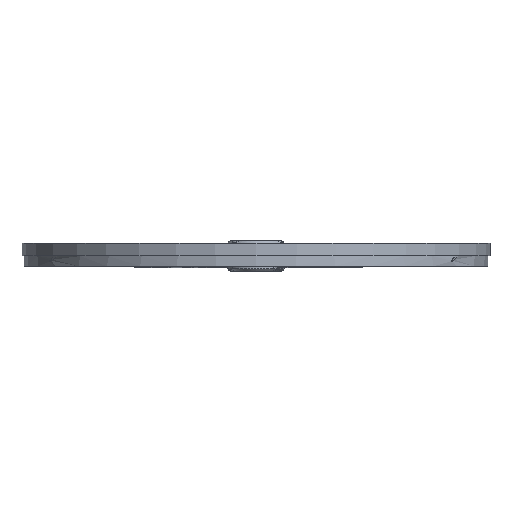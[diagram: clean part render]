
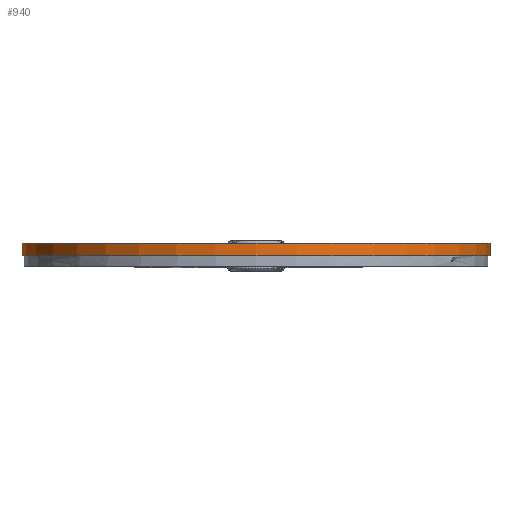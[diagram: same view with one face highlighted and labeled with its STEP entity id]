
A CAD part, front view. The second image highlights one B-rep face of the part: STEP entity #940.
In plain terms, the highlighted cylindrical face has radius 90.857 mm (diameter 181.714 mm), a full revolution.
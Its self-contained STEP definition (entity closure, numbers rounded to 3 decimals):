
#94=FACE_OUTER_BOUND('',#154,.T.);
#154=EDGE_LOOP('',(#746,#747,#748,#749));
#286=LINE('',#3007,#312);
#312=VECTOR('',#1114,90.857);
#346=CIRCLE('',#1012,90.857);
#348=CIRCLE('',#1016,90.857);
#417=VERTEX_POINT('',#2968);
#419=VERTEX_POINT('',#3005);
#530=EDGE_CURVE('',#417,#417,#346,.T.);
#535=EDGE_CURVE('',#419,#419,#348,.T.);
#536=EDGE_CURVE('',#419,#417,#286,.T.);
#746=ORIENTED_EDGE('',*,*,#535,.F.);
#747=ORIENTED_EDGE('',*,*,#536,.T.);
#748=ORIENTED_EDGE('',*,*,#530,.T.);
#749=ORIENTED_EDGE('',*,*,#536,.F.);
#911=CYLINDRICAL_SURFACE('',#1015,90.857);
#940=ADVANCED_FACE('',(#94),#911,.T.);
#1012=AXIS2_PLACEMENT_3D('',#2969,#1103,#1104);
#1015=AXIS2_PLACEMENT_3D('',#3004,#1110,#1111);
#1016=AXIS2_PLACEMENT_3D('',#3006,#1112,#1113);
#1103=DIRECTION('center_axis',(0.,0.,1.));
#1104=DIRECTION('ref_axis',(1.,0.,0.));
#1110=DIRECTION('center_axis',(0.,0.,1.));
#1111=DIRECTION('ref_axis',(1.,0.,0.));
#1112=DIRECTION('center_axis',(0.,0.,1.));
#1113=DIRECTION('ref_axis',(1.,0.,0.));
#1114=DIRECTION('',(0.,0.,-1.));
#2968=CARTESIAN_POINT('',(-90.857,0.,0.));
#2969=CARTESIAN_POINT('Origin',(0.,0.,0.));
#3004=CARTESIAN_POINT('Origin',(0.,0.,0.));
#3005=CARTESIAN_POINT('',(-90.857,0.,5.));
#3006=CARTESIAN_POINT('Origin',(0.,0.,5.));
#3007=CARTESIAN_POINT('',(-90.857,0.,0.));
